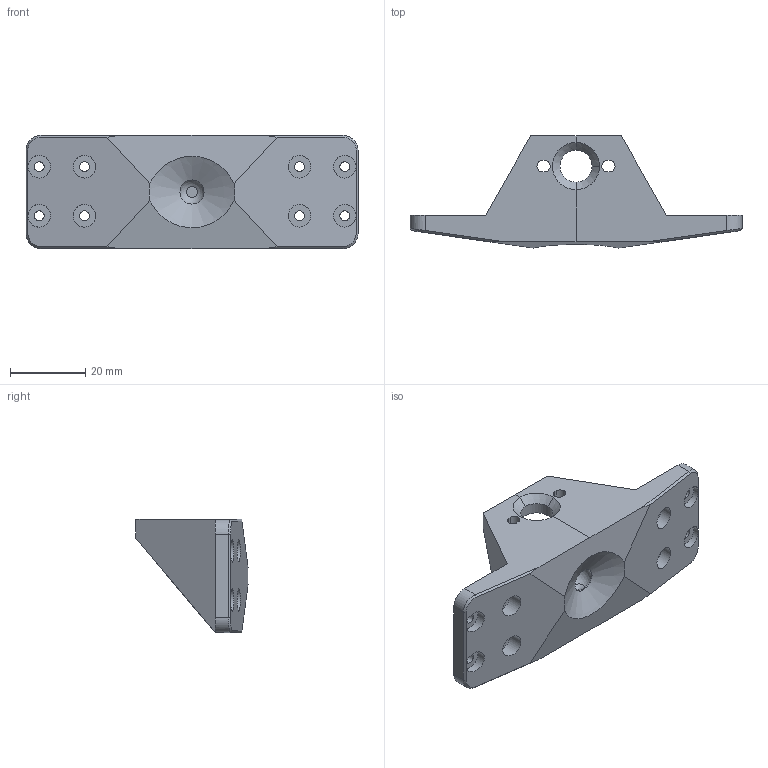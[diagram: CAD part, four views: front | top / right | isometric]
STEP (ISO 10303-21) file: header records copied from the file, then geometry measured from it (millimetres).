
FILE_DESCRIPTION(('FreeCAD Model'),'2;1');
FILE_NAME('Open CASCADE Shape Model','2022-10-07T12:40:53',(''),(''), 'Open CASCADE STEP processor 7.5','FreeCAD','Unknown');
FILE_SCHEMA(('AUTOMOTIVE_DESIGN { 1 0 10303 214 1 1 1 1 }'));
Length unit declared in the file: millimetre
Products named in the file (1): to_rail_joint
Bounding box: 88 x 29.69 x 30 mm (x, y, z)
Volume: 26727.8 mm3; surface area: 9226.4 mm2
Topology: 1 solids, 1 shells, 81 faces, 198 edges, 126 vertices
Faces by surface type: plane 42, cylinder 29, cone 5, bspline 4, sphere 1
Full cylindrical faces by diameter (mm): 2.6 x8, 3 x1, 6 x8, 6.4 x1, 8.5 x1
Entity records: 5454 total; most frequent: CARTESIAN_POINT 1436, DIRECTION 744, LINE 418, VECTOR 418, ORIENTED_EDGE 394, PCURVE 394, DEFINITIONAL_REPRESENTATION 394, EDGE_CURVE 197
